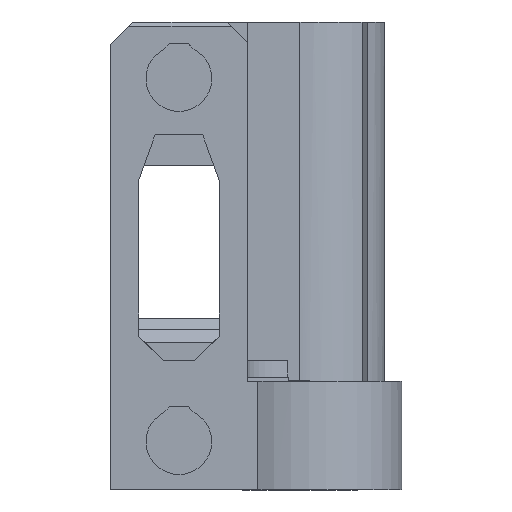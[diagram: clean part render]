
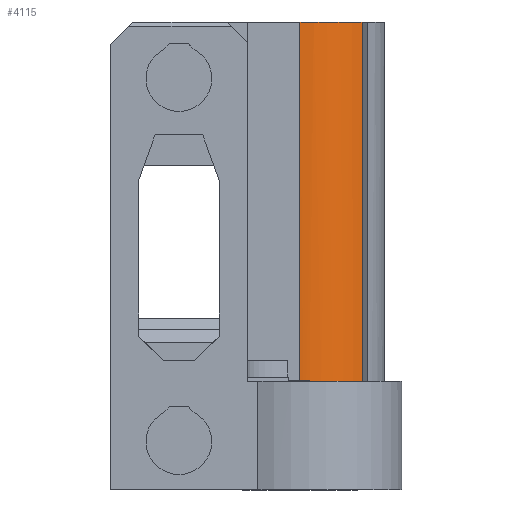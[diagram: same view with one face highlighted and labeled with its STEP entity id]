
A CAD part, front view. The second image highlights one B-rep face of the part: STEP entity #4115.
In plain terms, the highlighted cylindrical face has radius 10.475 mm (diameter 20.95 mm), a partial arc.
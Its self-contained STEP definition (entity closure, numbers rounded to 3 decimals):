
#228 = VECTOR ( 'NONE', #2918, 1000. ) ;
#231 = EDGE_CURVE ( 'NONE', #7375, #5496, #8173, .T. ) ;
#246 = VERTEX_POINT ( 'NONE', #6545 ) ;
#255 = DIRECTION ( 'NONE',  ( 0., 0., -1. ) ) ;
#450 = CARTESIAN_POINT ( 'NONE',  ( 0., 0., 13.51 ) ) ;
#512 = AXIS2_PLACEMENT_3D ( 'NONE', #6353, #7029, #985 ) ;
#530 = ORIENTED_EDGE ( 'NONE', *, *, #777, .T. ) ;
#563 = EDGE_CURVE ( 'NONE', #246, #3800, #1706, .T. ) ;
#625 = CARTESIAN_POINT ( 'NONE',  ( 7.694, -7.109, 13.5 ) ) ;
#704 = DIRECTION ( 'NONE',  ( -1., 0., 0. ) ) ;
#777 = EDGE_CURVE ( 'NONE', #5817, #7375, #5623, .T. ) ;
#825 = EDGE_CURVE ( 'NONE', #5817, #246, #6563, .T. ) ;
#985 = DIRECTION ( 'NONE',  ( -1., 0., 0. ) ) ;
#1706 = LINE ( 'NONE', #5437, #2237 ) ;
#1726 = EDGE_CURVE ( 'NONE', #5881, #3800, #4022, .T. ) ;
#2024 = DIRECTION ( 'NONE',  ( 0., 0., 1. ) ) ;
#2058 = ORIENTED_EDGE ( 'NONE', *, *, #231, .T. ) ;
#2237 = VECTOR ( 'NONE', #255, 1000. ) ;
#2336 = EDGE_CURVE ( 'NONE', #5496, #5881, #2529, .T. ) ;
#2529 = LINE ( 'NONE', #2829, #228 ) ;
#2829 = CARTESIAN_POINT ( 'NONE',  ( 1.192, -10.407, 0. ) ) ;
#2918 = DIRECTION ( 'NONE',  ( 0., 0., -1. ) ) ;
#2957 = AXIS2_PLACEMENT_3D ( 'NONE', #4640, #2024, #704 ) ;
#3296 = CARTESIAN_POINT ( 'NONE',  ( 0., -10.475, 58. ) ) ;
#3800 = VERTEX_POINT ( 'NONE', #625 ) ;
#3999 = CARTESIAN_POINT ( 'NONE',  ( 0., -10.475, 13.51 ) ) ;
#4022 = CIRCLE ( 'NONE', #2957, 10.475 ) ;
#4115 = ADVANCED_FACE ( 'NONE', ( #7309 ), #6345, .T. ) ;
#4296 = CARTESIAN_POINT ( 'NONE',  ( 1.192, -10.407, 13.51 ) ) ;
#4554 = AXIS2_PLACEMENT_3D ( 'NONE', #450, #7283, #5261 ) ;
#4640 = CARTESIAN_POINT ( 'NONE',  ( 0., 0., 13.5 ) ) ;
#5193 = CARTESIAN_POINT ( 'NONE',  ( 0., -10.475, 0. ) ) ;
#5261 = DIRECTION ( 'NONE',  ( -1., 0., 0. ) ) ;
#5332 = CARTESIAN_POINT ( 'NONE',  ( 1.192, -10.407, 13.5 ) ) ;
#5437 = CARTESIAN_POINT ( 'NONE',  ( 7.694, -7.109, 0.5 ) ) ;
#5496 = VERTEX_POINT ( 'NONE', #4296 ) ;
#5623 = LINE ( 'NONE', #5193, #7718 ) ;
#5817 = VERTEX_POINT ( 'NONE', #3296 ) ;
#5881 = VERTEX_POINT ( 'NONE', #5332 ) ;
#6182 = ORIENTED_EDGE ( 'NONE', *, *, #825, .F. ) ;
#6345 = CYLINDRICAL_SURFACE ( 'NONE', #512, 10.475 ) ;
#6353 = CARTESIAN_POINT ( 'NONE',  ( 0., 0., 0. ) ) ;
#6426 = DIRECTION ( 'NONE',  ( 0., 0., 1. ) ) ;
#6449 = DIRECTION ( 'NONE',  ( -1., 0., 0. ) ) ;
#6469 = ORIENTED_EDGE ( 'NONE', *, *, #1726, .T. ) ;
#6545 = CARTESIAN_POINT ( 'NONE',  ( 7.694, -7.109, 58. ) ) ;
#6563 = CIRCLE ( 'NONE', #7815, 10.475 ) ;
#7029 = DIRECTION ( 'NONE',  ( 0., 0., -1. ) ) ;
#7283 = DIRECTION ( 'NONE',  ( 0., 0., 1. ) ) ;
#7309 = FACE_OUTER_BOUND ( 'NONE', #7974, .T. ) ;
#7375 = VERTEX_POINT ( 'NONE', #3999 ) ;
#7718 = VECTOR ( 'NONE', #7808, 1000. ) ;
#7808 = DIRECTION ( 'NONE',  ( 0., 0., -1. ) ) ;
#7815 = AXIS2_PLACEMENT_3D ( 'NONE', #7839, #6426, #6449 ) ;
#7839 = CARTESIAN_POINT ( 'NONE',  ( 0., 0., 58. ) ) ;
#7974 = EDGE_LOOP ( 'NONE', ( #8050, #6469, #8139, #6182, #530, #2058 ) ) ;
#8050 = ORIENTED_EDGE ( 'NONE', *, *, #2336, .T. ) ;
#8139 = ORIENTED_EDGE ( 'NONE', *, *, #563, .F. ) ;
#8173 = CIRCLE ( 'NONE', #4554, 10.475 ) ;
